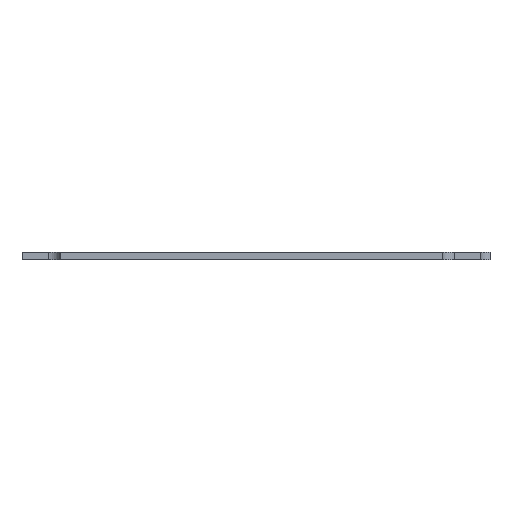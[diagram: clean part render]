
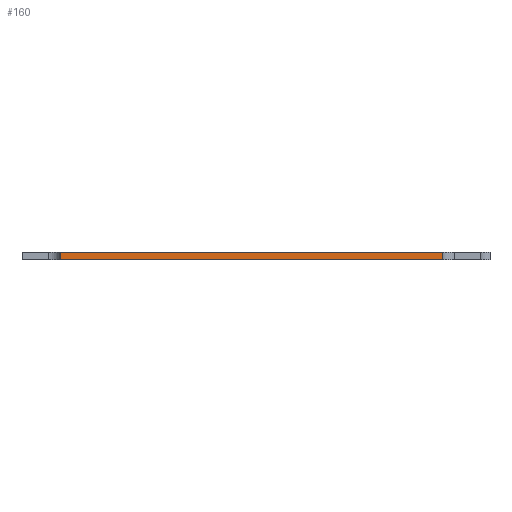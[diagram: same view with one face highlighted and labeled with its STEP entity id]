
A CAD part, left-side view. The second image highlights one B-rep face of the part: STEP entity #160.
In plain terms, the highlighted planar face has unit normal (-1, 0, 0).
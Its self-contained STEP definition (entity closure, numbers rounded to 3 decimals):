
#8 = LINE ( 'NONE', #71, #338 ) ;
#34 = AXIS2_PLACEMENT_3D ( 'NONE', #406, #167, #345 ) ;
#71 = CARTESIAN_POINT ( 'NONE',  ( -50., 0., 1.587 ) ) ;
#117 = CARTESIAN_POINT ( 'NONE',  ( -50., 0., 0. ) ) ;
#118 = LINE ( 'NONE', #708, #720 ) ;
#123 = EDGE_CURVE ( 'NONE', #252, #147, #118, .T. ) ;
#147 = VERTEX_POINT ( 'NONE', #172 ) ;
#153 = FACE_OUTER_BOUND ( 'NONE', #403, .T. ) ;
#160 = ADVANCED_FACE ( 'NONE', ( #153 ), #515, .T. ) ;
#162 = DIRECTION ( 'NONE',  ( 0., 0., -1. ) ) ;
#167 = DIRECTION ( 'NONE',  ( -1., 0., 0. ) ) ;
#170 = ORIENTED_EDGE ( 'NONE', *, *, #286, .F. ) ;
#172 = CARTESIAN_POINT ( 'NONE',  ( -50., 40., 0. ) ) ;
#175 = DIRECTION ( 'NONE',  ( 0., 0., -1. ) ) ;
#177 = CARTESIAN_POINT ( 'NONE',  ( -50., -40., 1.587 ) ) ;
#221 = VECTOR ( 'NONE', #291, 1000. ) ;
#236 = EDGE_CURVE ( 'NONE', #608, #147, #605, .T. ) ;
#252 = VERTEX_POINT ( 'NONE', #422 ) ;
#286 = EDGE_CURVE ( 'NONE', #457, #608, #505, .T. ) ;
#291 = DIRECTION ( 'NONE',  ( 0., 1., 0. ) ) ;
#338 = VECTOR ( 'NONE', #734, 1000. ) ;
#345 = DIRECTION ( 'NONE',  ( 0., 0., 1. ) ) ;
#379 = CARTESIAN_POINT ( 'NONE',  ( -50., -40., 1.587 ) ) ;
#393 = ORIENTED_EDGE ( 'NONE', *, *, #236, .F. ) ;
#403 = EDGE_LOOP ( 'NONE', ( #393, #170, #724, #702 ) ) ;
#406 = CARTESIAN_POINT ( 'NONE',  ( -50., 0., 1.587 ) ) ;
#422 = CARTESIAN_POINT ( 'NONE',  ( -50., 40., 1.587 ) ) ;
#423 = VECTOR ( 'NONE', #175, 1000. ) ;
#439 = EDGE_CURVE ( 'NONE', #457, #252, #8, .T. ) ;
#457 = VERTEX_POINT ( 'NONE', #379 ) ;
#505 = LINE ( 'NONE', #177, #423 ) ;
#515 = PLANE ( 'NONE',  #34 ) ;
#605 = LINE ( 'NONE', #117, #221 ) ;
#608 = VERTEX_POINT ( 'NONE', #633 ) ;
#633 = CARTESIAN_POINT ( 'NONE',  ( -50., -40., 0. ) ) ;
#702 = ORIENTED_EDGE ( 'NONE', *, *, #123, .T. ) ;
#708 = CARTESIAN_POINT ( 'NONE',  ( -50., 40., 1.587 ) ) ;
#720 = VECTOR ( 'NONE', #162, 1000. ) ;
#724 = ORIENTED_EDGE ( 'NONE', *, *, #439, .T. ) ;
#734 = DIRECTION ( 'NONE',  ( 0., 1., 0. ) ) ;
